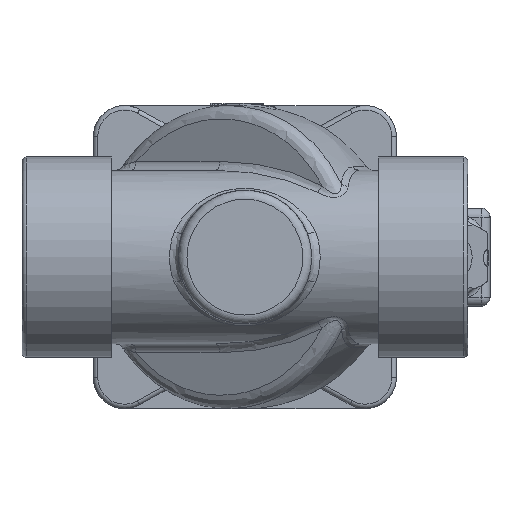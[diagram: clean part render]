
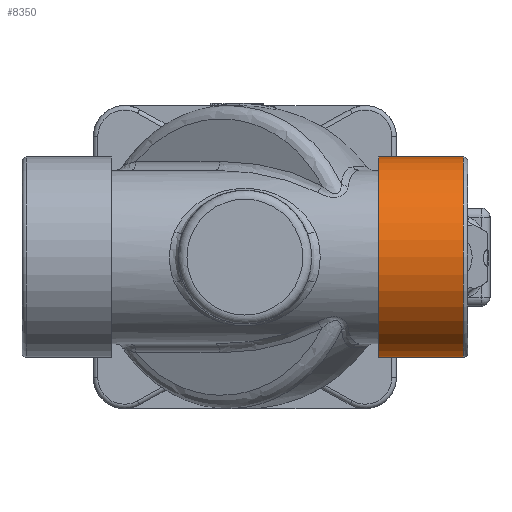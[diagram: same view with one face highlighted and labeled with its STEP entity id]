
A CAD part, front view. The second image highlights one B-rep face of the part: STEP entity #8350.
In plain terms, the highlighted cylindrical face has radius 22.465 mm (diameter 44.93 mm), a partial arc.
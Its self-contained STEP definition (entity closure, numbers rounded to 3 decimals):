
#393=CYLINDRICAL_SURFACE('',#9118,22.465);
#834=FACE_OUTER_BOUND('',#1330,.T.);
#1330=EDGE_LOOP('',(#5824,#5825,#5826,#5827));
#1902=LINE('',#13084,#2498);
#1903=LINE('',#13087,#2499);
#2498=VECTOR('',#10380,10.);
#2499=VECTOR('',#10383,10.);
#3080=CIRCLE('',#9116,22.465);
#3081=CIRCLE('',#9119,22.465);
#3595=VERTEX_POINT('',#13073);
#3596=VERTEX_POINT('',#13077);
#3597=VERTEX_POINT('',#13083);
#3598=VERTEX_POINT('',#13085);
#4454=EDGE_CURVE('',#3596,#3595,#3080,.T.);
#4456=EDGE_CURVE('',#3597,#3596,#1902,.T.);
#4457=EDGE_CURVE('',#3597,#3598,#3081,.T.);
#4458=EDGE_CURVE('',#3595,#3598,#1903,.T.);
#5824=ORIENTED_EDGE('',*,*,#4454,.F.);
#5825=ORIENTED_EDGE('',*,*,#4456,.F.);
#5826=ORIENTED_EDGE('',*,*,#4457,.T.);
#5827=ORIENTED_EDGE('',*,*,#4458,.F.);
#8350=ADVANCED_FACE('',(#834),#393,.T.);
#9116=AXIS2_PLACEMENT_3D('',#13079,#10373,#10374);
#9118=AXIS2_PLACEMENT_3D('',#13082,#10378,#10379);
#9119=AXIS2_PLACEMENT_3D('',#13086,#10381,#10382);
#10373=DIRECTION('center_axis',(1.,0.,0.));
#10374=DIRECTION('ref_axis',(0.,-1.,0.));
#10378=DIRECTION('center_axis',(1.,0.,0.));
#10379=DIRECTION('ref_axis',(0.,-1.,0.));
#10380=DIRECTION('',(1.,0.,0.));
#10381=DIRECTION('center_axis',(1.,0.,0.));
#10382=DIRECTION('ref_axis',(0.,1.,0.));
#10383=DIRECTION('',(-1.,0.,0.));
#13073=CARTESIAN_POINT('',(49.,0.,-22.465));
#13077=CARTESIAN_POINT('',(49.,0.,22.465));
#13079=CARTESIAN_POINT('Origin',(49.,0.,0.));
#13082=CARTESIAN_POINT('Origin',(0.,0.,0.));
#13083=CARTESIAN_POINT('',(30.,0.,22.465));
#13084=CARTESIAN_POINT('',(0.,0.,22.465));
#13085=CARTESIAN_POINT('',(30.,0.,-22.465));
#13086=CARTESIAN_POINT('Origin',(30.,0.,0.));
#13087=CARTESIAN_POINT('',(0.,0.,-22.465));
